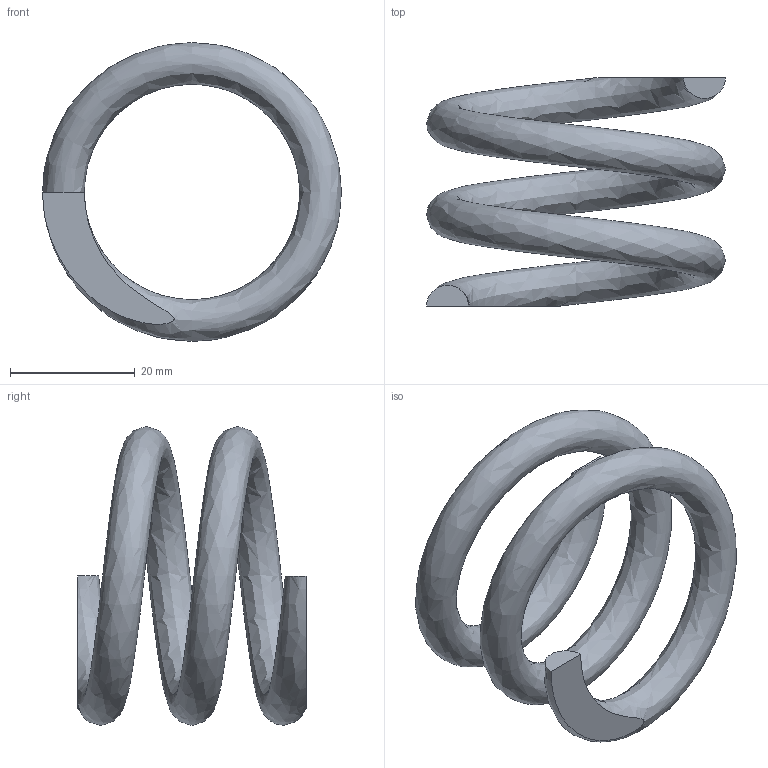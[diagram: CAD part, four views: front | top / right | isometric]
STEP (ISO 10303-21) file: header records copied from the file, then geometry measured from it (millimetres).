
FILE_DESCRIPTION(/* description */ ('STEP AP214'),/* implementation_level */ '2;1');
FILE_NAME(/* name */ '683c50e74258294a187f3d0b',/* time_stamp */ '2025-06-01T13:08:56Z',/* author */ (''),/* organization */ (''),/* preprocessor_version */ 'ST-DEVELOPER v20',/* originating_system */ 'ONSHAPE BY PTC INC, 1.198',/* authorisation */ ' ');
FILE_SCHEMA (('AUTOMOTIVE_DESIGN {1 0 10303 214 3 1 1}'));
Length unit declared in the file: metre
Products named in the file (1): Spiral_Spring_02
Bounding box: 47.86 x 36.58 x 47.86 mm (x, y, z)
Volume: 10850.6 mm3; surface area: 6740 mm2
Topology: 1 solids, 1 shells, 5 faces, 7 edges, 4 vertices
Faces by surface type: plane 4, bspline 1
Entity records: 484 total; most frequent: CARTESIAN_POINT 376, DIRECTION 16, ORIENTED_EDGE 12, AXIS2_PLACEMENT_3D 7, EDGE_CURVE 6, EDGE_LOOP 6, FACE_BOUND 6, ADVANCED_FACE 5
